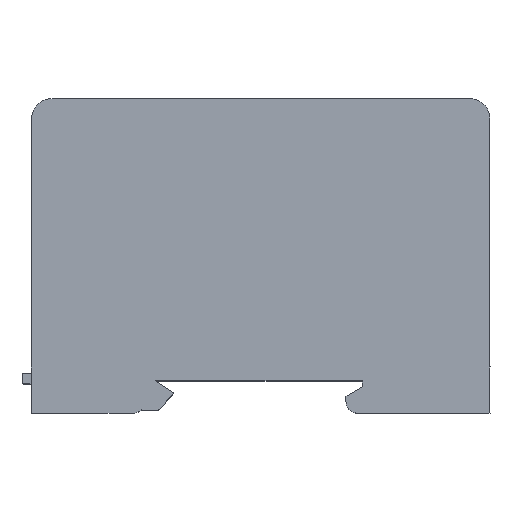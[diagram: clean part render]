
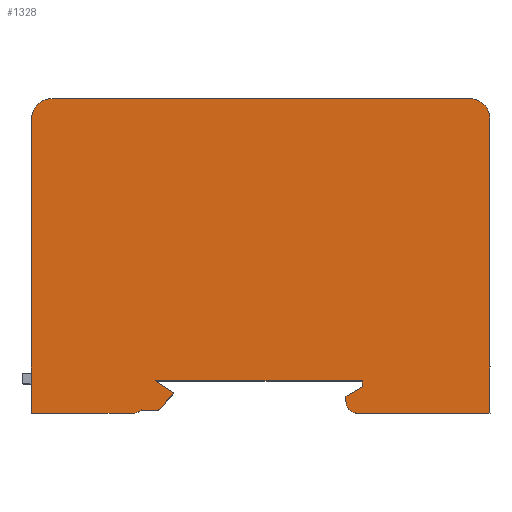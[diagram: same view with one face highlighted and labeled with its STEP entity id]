
A CAD part, top view. The second image highlights one B-rep face of the part: STEP entity #1328.
In plain terms, the highlighted planar face has unit normal (0, 0, 1).
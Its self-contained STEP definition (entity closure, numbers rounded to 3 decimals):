
#82=DIRECTION('',(0.,-1.,0.));
#83=VECTOR('',#82,50.);
#84=CARTESIAN_POINT('',(-39.,23.25,10.5));
#85=LINE('',#84,#83);
#122=CARTESIAN_POINT('',(-35.5,23.25,10.5));
#123=DIRECTION('',(0.,0.,1.));
#124=DIRECTION('',(0.,1.,0.));
#125=AXIS2_PLACEMENT_3D('',#122,#123,#124);
#127=DIRECTION('',(-1.,0.,0.));
#128=VECTOR('',#127,70.999);
#129=CARTESIAN_POINT('',(35.5,26.75,10.5));
#130=LINE('',#129,#128);
#131=CARTESIAN_POINT('',(35.5,23.25,10.5));
#132=DIRECTION('',(0.,0.,1.));
#133=DIRECTION('',(1.,0.,0.));
#134=AXIS2_PLACEMENT_3D('',#131,#132,#133);
#136=DIRECTION('',(1.,0.,0.));
#137=VECTOR('',#136,22.5);
#138=CARTESIAN_POINT('',(16.5,-26.75,10.5));
#139=LINE('',#138,#137);
#140=CARTESIAN_POINT('',(16.5,-24.75,10.5));
#141=DIRECTION('',(0.,0.,1.));
#142=DIRECTION('',(-1.,0.,0.));
#143=AXIS2_PLACEMENT_3D('',#140,#141,#142);
#145=DIRECTION('',(0.,-1.,0.));
#146=VECTOR('',#145,0.883);
#147=CARTESIAN_POINT('',(14.5,-23.866,10.5));
#148=LINE('',#147,#146);
#149=DIRECTION('',(-0.866,-0.5,0.));
#150=VECTOR('',#149,3.233);
#151=CARTESIAN_POINT('',(17.3,-22.25,10.5));
#152=LINE('',#151,#150);
#153=DIRECTION('',(0.,-1.,0.));
#154=VECTOR('',#153,1.);
#155=CARTESIAN_POINT('',(17.3,-21.25,10.5));
#156=LINE('',#155,#154);
#157=DIRECTION('',(1.,0.,0.));
#158=VECTOR('',#157,35.2);
#159=CARTESIAN_POINT('',(-17.9,-21.25,10.5));
#160=LINE('',#159,#158);
#161=DIRECTION('',(-0.84,0.543,0.));
#162=VECTOR('',#161,3.737);
#163=CARTESIAN_POINT('',(-14.762,-23.278,10.5));
#164=LINE('',#163,#162);
#165=DIRECTION('',(0.655,0.756,0.));
#166=VECTOR('',#165,3.711);
#167=CARTESIAN_POINT('',(-17.191,-26.084,10.5));
#168=LINE('',#167,#166);
#169=CARTESIAN_POINT('',(-17.57,-25.757,10.5));
#170=DIRECTION('',(0.,0.,1.));
#171=DIRECTION('',(0.001,-1.,0.));
#172=AXIS2_PLACEMENT_3D('',#169,#170,#171);
#174=DIRECTION('',(1.,-0.015,0.));
#175=VECTOR('',#174,2.77);
#176=CARTESIAN_POINT('',(-20.339,-26.215,10.5));
#177=LINE('',#176,#175);
#178=CARTESIAN_POINT('',(-21.7,-24.75,10.5));
#179=DIRECTION('',(0.,0.,1.));
#180=DIRECTION('',(0.,-1.,0.));
#181=AXIS2_PLACEMENT_3D('',#178,#179,#180);
#183=DIRECTION('',(1.,0.,0.));
#184=VECTOR('',#183,17.3);
#185=CARTESIAN_POINT('',(-39.,-26.75,10.5));
#186=LINE('',#185,#184);
#215=DIRECTION('',(0.,1.,0.));
#216=VECTOR('',#215,50.);
#217=CARTESIAN_POINT('',(39.,-26.75,10.5));
#218=LINE('',#217,#216);
#1001=CARTESIAN_POINT('',(17.3,-21.25,10.5));
#1002=CARTESIAN_POINT('',(17.3,-22.25,10.5));
#1003=VERTEX_POINT('',#1001);
#1004=VERTEX_POINT('',#1002);
#1005=CARTESIAN_POINT('',(14.5,-23.866,10.5));
#1006=VERTEX_POINT('',#1005);
#1007=CARTESIAN_POINT('',(14.5,-24.75,10.5));
#1008=VERTEX_POINT('',#1007);
#1009=CARTESIAN_POINT('',(16.5,-26.75,10.5));
#1010=VERTEX_POINT('',#1009);
#1011=CARTESIAN_POINT('',(39.,-26.75,10.5));
#1012=VERTEX_POINT('',#1011);
#1013=CARTESIAN_POINT('',(39.,23.25,10.5));
#1014=CARTESIAN_POINT('',(35.5,26.75,10.5));
#1015=VERTEX_POINT('',#1013);
#1016=VERTEX_POINT('',#1014);
#1017=CARTESIAN_POINT('',(-35.5,26.75,10.5));
#1018=VERTEX_POINT('',#1017);
#1019=CARTESIAN_POINT('',(-39.,23.25,10.5));
#1020=VERTEX_POINT('',#1019);
#1021=CARTESIAN_POINT('',(-39.,-26.75,10.5));
#1022=CARTESIAN_POINT('',(-21.7,-26.75,10.5));
#1023=VERTEX_POINT('',#1021);
#1024=VERTEX_POINT('',#1022);
#1025=CARTESIAN_POINT('',(-20.339,-26.215,10.5));
#1026=VERTEX_POINT('',#1025);
#1027=CARTESIAN_POINT('',(-17.569,-26.257,10.5));
#1028=VERTEX_POINT('',#1027);
#1029=CARTESIAN_POINT('',(-17.191,-26.084,10.5));
#1030=VERTEX_POINT('',#1029);
#1031=CARTESIAN_POINT('',(-14.762,-23.278,10.5));
#1032=VERTEX_POINT('',#1031);
#1033=CARTESIAN_POINT('',(-17.9,-21.25,10.5));
#1034=VERTEX_POINT('',#1033);
#1288=CARTESIAN_POINT('',(0.,0.,10.5));
#1289=DIRECTION('',(0.,0.,1.));
#1290=DIRECTION('',(1.,0.,0.));
#1291=AXIS2_PLACEMENT_3D('',#1288,#1289,#1290);
#1292=PLANE('',#1291);
#1293=ORIENTED_EDGE('',*,*,#1258,.F.);
#1295=ORIENTED_EDGE('',*,*,#1294,.F.);
#1297=ORIENTED_EDGE('',*,*,#1296,.F.);
#1299=ORIENTED_EDGE('',*,*,#1298,.F.);
#1301=ORIENTED_EDGE('',*,*,#1300,.F.);
#1303=ORIENTED_EDGE('',*,*,#1302,.F.);
#1305=ORIENTED_EDGE('',*,*,#1304,.F.);
#1307=ORIENTED_EDGE('',*,*,#1306,.F.);
#1309=ORIENTED_EDGE('',*,*,#1308,.F.);
#1311=ORIENTED_EDGE('',*,*,#1310,.F.);
#1313=ORIENTED_EDGE('',*,*,#1312,.F.);
#1315=ORIENTED_EDGE('',*,*,#1314,.F.);
#1317=ORIENTED_EDGE('',*,*,#1316,.F.);
#1319=ORIENTED_EDGE('',*,*,#1318,.F.);
#1321=ORIENTED_EDGE('',*,*,#1320,.F.);
#1323=ORIENTED_EDGE('',*,*,#1322,.F.);
#1325=ORIENTED_EDGE('',*,*,#1324,.F.);
#1326=EDGE_LOOP('',(#1293,#1295,#1297,#1299,#1301,#1303,#1305,#1307,#1309,#1311,
#1313,#1315,#1317,#1319,#1321,#1323,#1325));
#1327=FACE_OUTER_BOUND('',#1326,.F.);
#126=CIRCLE('',#125,3.5);
#135=CIRCLE('',#134,3.5);
#144=CIRCLE('',#143,2.);
#173=CIRCLE('',#172,0.5);
#182=CIRCLE('',#181,2.);
#1258=EDGE_CURVE('',#1020,#1023,#85,.T.);
#1294=EDGE_CURVE('',#1018,#1020,#126,.T.);
#1296=EDGE_CURVE('',#1016,#1018,#130,.T.);
#1298=EDGE_CURVE('',#1015,#1016,#135,.T.);
#1300=EDGE_CURVE('',#1012,#1015,#218,.T.);
#1302=EDGE_CURVE('',#1010,#1012,#139,.T.);
#1304=EDGE_CURVE('',#1008,#1010,#144,.T.);
#1306=EDGE_CURVE('',#1006,#1008,#148,.T.);
#1308=EDGE_CURVE('',#1004,#1006,#152,.T.);
#1310=EDGE_CURVE('',#1003,#1004,#156,.T.);
#1312=EDGE_CURVE('',#1034,#1003,#160,.T.);
#1314=EDGE_CURVE('',#1032,#1034,#164,.T.);
#1316=EDGE_CURVE('',#1030,#1032,#168,.T.);
#1318=EDGE_CURVE('',#1028,#1030,#173,.T.);
#1320=EDGE_CURVE('',#1026,#1028,#177,.T.);
#1322=EDGE_CURVE('',#1024,#1026,#182,.T.);
#1324=EDGE_CURVE('',#1023,#1024,#186,.T.);
#1328=ADVANCED_FACE('',(#1327),#1292,.T.);
